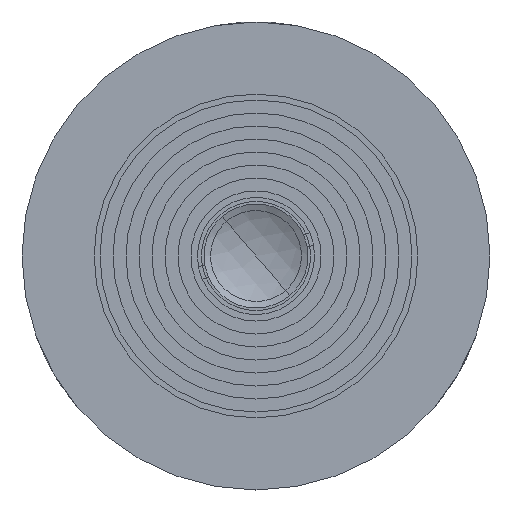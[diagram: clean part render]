
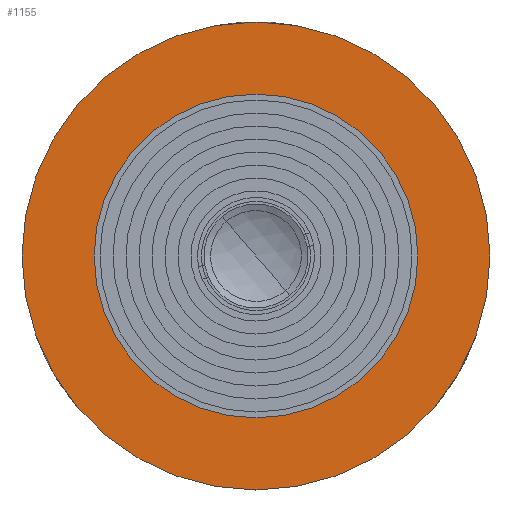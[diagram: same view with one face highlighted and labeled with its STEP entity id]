
A CAD part, left-side view. The second image highlights one B-rep face of the part: STEP entity #1155.
In plain terms, the highlighted planar face has unit normal (-1, 0, 0).
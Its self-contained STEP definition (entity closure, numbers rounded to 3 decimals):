
#180 = CARTESIAN_POINT ( 'NONE',  ( 0., 18., 0. ) ) ;
#222 = AXIS2_PLACEMENT_3D ( 'NONE', #1449, #2535, #1322 ) ;
#259 = VERTEX_POINT ( 'NONE', #2493 ) ;
#272 = AXIS2_PLACEMENT_3D ( 'NONE', #1823, #3261, #1086 ) ;
#392 = CIRCLE ( 'NONE', #3358, 12.45 ) ;
#398 = EDGE_LOOP ( 'NONE', ( #1523, #1386 ) ) ;
#410 = VERTEX_POINT ( 'NONE', #1208 ) ;
#444 = CIRCLE ( 'NONE', #222, 18. ) ;
#456 = EDGE_CURVE ( 'NONE', #1005, #259, #3426, .T. ) ;
#491 = CARTESIAN_POINT ( 'NONE',  ( 0., 0., 0. ) ) ;
#753 = CARTESIAN_POINT ( 'NONE',  ( 0., 0., 18. ) ) ;
#1005 = VERTEX_POINT ( 'NONE', #2834 ) ;
#1086 = DIRECTION ( 'NONE',  ( 0., 0., 1. ) ) ;
#1155 = ADVANCED_FACE ( 'NONE', ( #2146, #2621 ), #2074, .F. ) ;
#1171 = VERTEX_POINT ( 'NONE', #753 ) ;
#1208 = CARTESIAN_POINT ( 'NONE',  ( 0., 0., -18. ) ) ;
#1292 = DIRECTION ( 'NONE',  ( -1., 0., 0. ) ) ;
#1322 = DIRECTION ( 'NONE',  ( 0., 0., 1. ) ) ;
#1386 = ORIENTED_EDGE ( 'NONE', *, *, #3432, .T. ) ;
#1449 = CARTESIAN_POINT ( 'NONE',  ( 0., 0., 0. ) ) ;
#1472 = EDGE_LOOP ( 'NONE', ( #2871, #3216 ) ) ;
#1523 = ORIENTED_EDGE ( 'NONE', *, *, #2278, .T. ) ;
#1823 = CARTESIAN_POINT ( 'NONE',  ( 0., 0., 0. ) ) ;
#1942 = EDGE_CURVE ( 'NONE', #259, #1005, #392, .T. ) ;
#2016 = DIRECTION ( 'NONE',  ( 0., 0., 1. ) ) ;
#2074 = PLANE ( 'NONE',  #2910 ) ;
#2146 = FACE_BOUND ( 'NONE', #1472, .T. ) ;
#2278 = EDGE_CURVE ( 'NONE', #1171, #410, #444, .T. ) ;
#2405 = AXIS2_PLACEMENT_3D ( 'NONE', #3400, #3079, #2016 ) ;
#2493 = CARTESIAN_POINT ( 'NONE',  ( 0., 0., -12.45 ) ) ;
#2535 = DIRECTION ( 'NONE',  ( -1., 0., 0. ) ) ;
#2621 = FACE_OUTER_BOUND ( 'NONE', #398, .T. ) ;
#2658 = DIRECTION ( 'NONE',  ( 1., 0., 0. ) ) ;
#2834 = CARTESIAN_POINT ( 'NONE',  ( 0., 0., 12.45 ) ) ;
#2871 = ORIENTED_EDGE ( 'NONE', *, *, #456, .F. ) ;
#2910 = AXIS2_PLACEMENT_3D ( 'NONE', #180, #2658, #3193 ) ;
#3079 = DIRECTION ( 'NONE',  ( -1., 0., 0. ) ) ;
#3193 = DIRECTION ( 'NONE',  ( 0., 0., -1. ) ) ;
#3216 = ORIENTED_EDGE ( 'NONE', *, *, #1942, .F. ) ;
#3249 = DIRECTION ( 'NONE',  ( 0., 0., 1. ) ) ;
#3261 = DIRECTION ( 'NONE',  ( -1., 0., 0. ) ) ;
#3358 = AXIS2_PLACEMENT_3D ( 'NONE', #491, #1292, #3249 ) ;
#3400 = CARTESIAN_POINT ( 'NONE',  ( 0., 0., 0. ) ) ;
#3426 = CIRCLE ( 'NONE', #2405, 12.45 ) ;
#3432 = EDGE_CURVE ( 'NONE', #410, #1171, #3524, .T. ) ;
#3524 = CIRCLE ( 'NONE', #272, 18. ) ;
